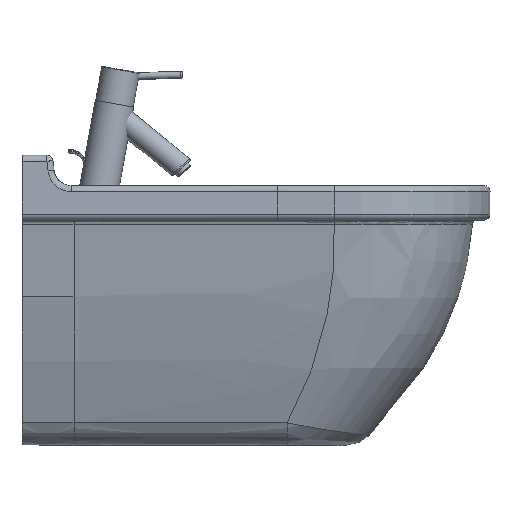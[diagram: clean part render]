
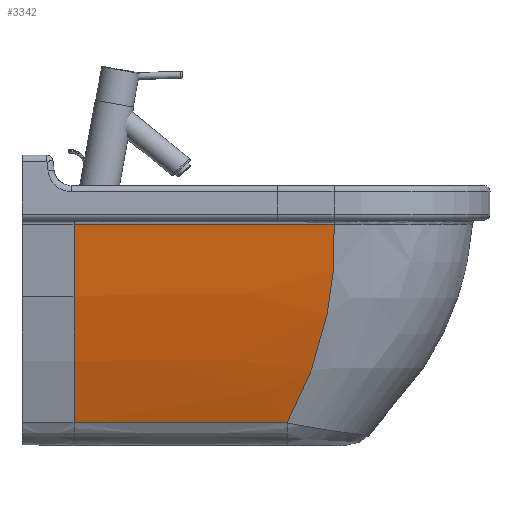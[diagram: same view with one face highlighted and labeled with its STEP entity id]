
A CAD part, front view. The second image highlights one B-rep face of the part: STEP entity #3342.
In plain terms, the highlighted free-form (B-spline) face has degree [3, 3] with [4, 4] control points.
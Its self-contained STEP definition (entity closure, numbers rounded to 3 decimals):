
#2457=CARTESIAN_POINT('',(382.375,-44.704,-273.714));
#2458=VERTEX_POINT('',#2457);
#2899=CARTESIAN_POINT('',(136.437,-44.704,-273.714));
#2900=VERTEX_POINT('',#2899);
#2908=CARTESIAN_POINT('',(136.437,-44.704,-273.714));
#2909=CARTESIAN_POINT('',(218.416,-44.704,-273.714));
#2910=CARTESIAN_POINT('',(300.396,-44.704,-273.714));
#2911=CARTESIAN_POINT('',(382.375,-44.704,-273.714));
#2912=B_SPLINE_CURVE_WITH_KNOTS('',3,(#2908,#2909,#2910,#2911),.UNSPECIFIED.,.F.,.U.,(4,4),(-24.594,0.),.UNSPECIFIED.);
#2913=EDGE_CURVE('',#2900,#2458,#2912,.T.);
#3277=CARTESIAN_POINT('',(382.375,-5.396,-128.196));
#3278=VERTEX_POINT('',#3277);
#3279=CARTESIAN_POINT('',(382.375,-44.704,-273.714));
#3280=CARTESIAN_POINT('',(382.375,-27.834,-227.49));
#3281=CARTESIAN_POINT('',(382.375,-14.731,-178.984));
#3282=CARTESIAN_POINT('',(382.375,-5.396,-128.196));
#3283=B_SPLINE_CURVE_WITH_KNOTS('',3,(#3279,#3280,#3281,#3282),.UNSPECIFIED.,.F.,.U.,(4,4),(0.178,0.704),.UNSPECIFIED.);
#3284=EDGE_CURVE('',#2458,#3278,#3283,.T.);
#3296=CARTESIAN_POINT('',(136.437,-44.704,-273.714));
#3297=CARTESIAN_POINT('',(218.416,-44.704,-273.714));
#3298=CARTESIAN_POINT('',(300.396,-44.704,-273.714));
#3299=CARTESIAN_POINT('',(382.375,-44.704,-273.714));
#3300=CARTESIAN_POINT('',(97.141,-18.786,-202.698));
#3301=CARTESIAN_POINT('',(192.219,-18.786,-202.698));
#3302=CARTESIAN_POINT('',(287.297,-18.786,-202.698));
#3303=CARTESIAN_POINT('',(382.375,-18.786,-202.698));
#3304=CARTESIAN_POINT('',(79.056,-1.76,-126.295));
#3305=CARTESIAN_POINT('',(180.162,-1.76,-126.295));
#3306=CARTESIAN_POINT('',(281.269,-1.76,-126.295));
#3307=CARTESIAN_POINT('',(382.375,-1.76,-126.295));
#3308=CARTESIAN_POINT('',(82.182,6.374,-44.505));
#3309=CARTESIAN_POINT('',(182.246,6.374,-44.505));
#3310=CARTESIAN_POINT('',(282.311,6.374,-44.505));
#3311=CARTESIAN_POINT('',(382.375,6.374,-44.505));
#3312=B_SPLINE_SURFACE_WITH_KNOTS('',3,3,((#3296,#3300,#3304,#3308),(#3297,#3301,#3305,#3309),(#3298,#3302,#3306,#3310),(#3299,#3303,#3307,#3311)),.UNSPECIFIED.,.F.,.F.,.U.,(4,4),(4,4),(0.0,1.0),(0.178,0.985),.UNSPECIFIED.);
#3313=ORIENTED_EDGE('',*,*,#2913,.F.);
#3314=CARTESIAN_POINT('',(82.182,6.374,-44.505));
#3315=VERTEX_POINT('',#3314);
#3316=CARTESIAN_POINT('',(136.437,-44.704,-273.714));
#3317=CARTESIAN_POINT('',(97.141,-18.786,-202.698));
#3318=CARTESIAN_POINT('',(79.056,-1.76,-126.295));
#3319=CARTESIAN_POINT('',(82.182,6.374,-44.505));
#3320=B_SPLINE_CURVE_WITH_KNOTS('',3,(#3316,#3317,#3318,#3319),.UNSPECIFIED.,.F.,.U.,(4,4),(0.178,0.985),.UNSPECIFIED.);
#3321=EDGE_CURVE('',#2900,#3315,#3320,.T.);
#3322=ORIENTED_EDGE('',*,*,#3321,.T.);
#3323=CARTESIAN_POINT('',(382.375,6.374,-44.505));
#3324=VERTEX_POINT('',#3323);
#3325=CARTESIAN_POINT('',(382.375,6.374,-44.505));
#3326=CARTESIAN_POINT('',(282.311,6.374,-44.505));
#3327=CARTESIAN_POINT('',(182.246,6.374,-44.505));
#3328=CARTESIAN_POINT('',(82.182,6.374,-44.505));
#3329=B_SPLINE_CURVE_WITH_KNOTS('',3,(#3325,#3326,#3327,#3328),.UNSPECIFIED.,.F.,.U.,(4,4),(0.,30.019),.UNSPECIFIED.);
#3330=EDGE_CURVE('',#3324,#3315,#3329,.T.);
#3331=ORIENTED_EDGE('',*,*,#3330,.F.);
#3332=CARTESIAN_POINT('',(382.375,-5.396,-128.196));
#3333=CARTESIAN_POINT('',(382.375,-0.389,-100.956));
#3334=CARTESIAN_POINT('',(382.375,3.534,-73.059));
#3335=CARTESIAN_POINT('',(382.375,6.374,-44.505));
#3336=B_SPLINE_CURVE_WITH_KNOTS('',3,(#3332,#3333,#3334,#3335),.UNSPECIFIED.,.F.,.U.,(4,4),(0.704,0.985),.UNSPECIFIED.);
#3337=EDGE_CURVE('',#3278,#3324,#3336,.T.);
#3338=ORIENTED_EDGE('',*,*,#3337,.F.);
#3339=ORIENTED_EDGE('',*,*,#3284,.F.);
#3340=EDGE_LOOP('',(#3313,#3322,#3331,#3338,#3339));
#3341=FACE_OUTER_BOUND('',#3340,.T.);
#3342=ADVANCED_FACE('',(#3341),#3312,.F.);
